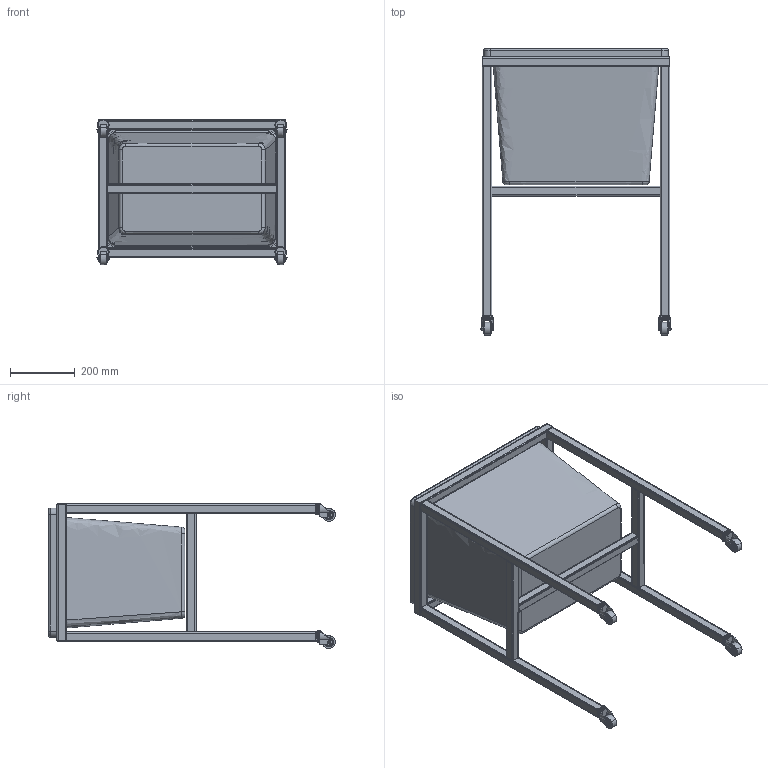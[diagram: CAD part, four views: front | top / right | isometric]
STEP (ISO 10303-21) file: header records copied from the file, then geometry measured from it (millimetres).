
FILE_DESCRIPTION (( 'STEP AP203' ), '1' );
FILE_NAME ('Small sorting trolley.STEP', '2019-12-26T21:48:29', ( '' ), ( '' ), 'SwSTEP 2.0', 'SolidWorks 2016', '' );
FILE_SCHEMA (( 'CONFIG_CONTROL_DESIGN' ));
Length unit declared in the file: millimetre
Products named in the file (1): Small sorting trolley
Bounding box: 586.89 x 884.96 x 448.76 mm (x, y, z)
Volume: 9438540.8 mm3; surface area: 3126177.6 mm2
Topology: 72 solids, 72 shells, 947 faces, 2199 edges, 1406 vertices
Faces by surface type: plane 413, cylinder 394, cone 100, bspline 28, torus 12
Entity records: 31838 total; most frequent: CARTESIAN_POINT 10253, DIRECTION 4497, ORIENTED_EDGE 4398, EDGE_CURVE 2199, AXIS2_PLACEMENT_3D 1754, VERTEX_POINT 1406, EDGE_LOOP 1075, LINE 989
